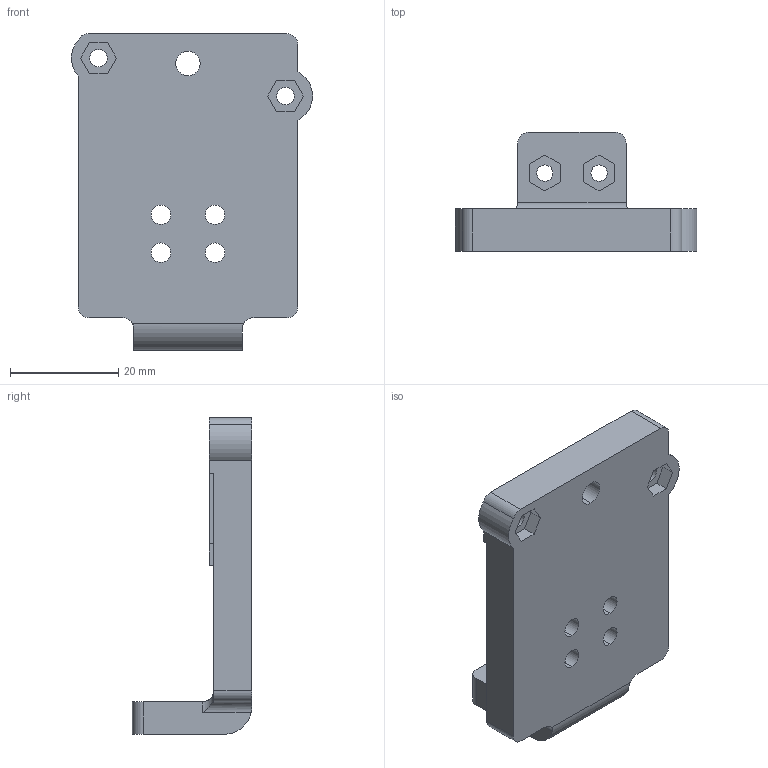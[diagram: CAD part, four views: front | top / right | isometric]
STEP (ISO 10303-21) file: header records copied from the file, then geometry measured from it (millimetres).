
FILE_DESCRIPTION (( 'STEP AP214' ), '1' );
FILE_NAME ('Orbiter E3D V6 BLV Cube Metal Kit Top Adapter Plate.STEP', '2021-07-31T22:49:17', ( '' ), ( '' ), 'SwSTEP 2.0', 'SolidWorks 2021', '' );
FILE_SCHEMA (( 'AUTOMOTIVE_DESIGN' ));
Length unit declared in the file: millimetre
Products named in the file (1): Orbiter E3D V6 BLV Cube Metal Kit Top Adapter Plate
Bounding box: 44.47 x 22 x 58.4 mm (x, y, z)
Volume: 17328.9 mm3; surface area: 7306.7 mm2
Topology: 1 solids, 1 shells, 92 faces, 245 edges, 159 vertices
Faces by surface type: plane 52, cylinder 32, cone 8
Entity records: 2925 total; most frequent: CARTESIAN_POINT 519, ORIENTED_EDGE 490, DIRECTION 489, EDGE_CURVE 245, VECTOR 175, LINE 175, VERTEX_POINT 159, AXIS2_PLACEMENT_3D 157
